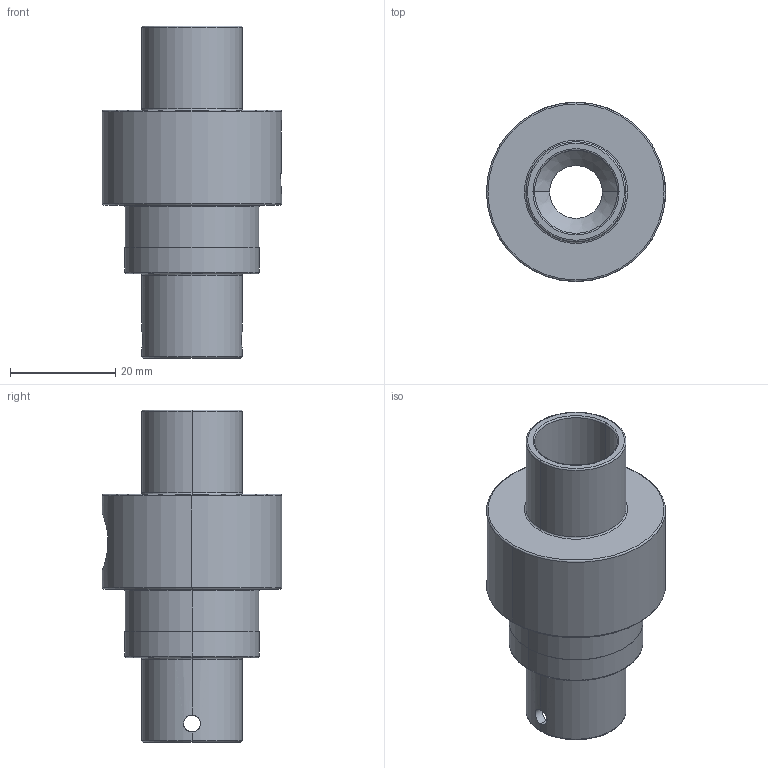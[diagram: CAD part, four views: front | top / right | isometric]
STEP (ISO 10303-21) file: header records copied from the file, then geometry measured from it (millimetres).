
FILE_DESCRIPTION (( 'STEP AP214' ), '1' );
FILE_NAME ('getto trasportatore VORTEC 901BA.STEP', '2013-01-13T19:33:34', ( 'NG' ), ( '' ), 'SwSTEP 2.0', 'SolidWorks 2012', '' );
FILE_SCHEMA (( 'AUTOMOTIVE_DESIGN' ));
Length unit declared in the file: millimetre
Products named in the file (1): getto trasportatore VORTEC  901BA
Bounding box: 34 x 34 x 63 mm (x, y, z)
Volume: 22167.4 mm3; surface area: 9180.4 mm2
Topology: 1 solids, 1 shells, 208 faces, 525 edges, 338 vertices
Faces by surface type: plane 99, bspline 65, cylinder 20, torus 20, cone 4
Entity records: 13000 total; most frequent: CARTESIAN_POINT 6799, ORIENTED_EDGE 1050, DIRECTION 746, EDGE_CURVE 525, VERTEX_POINT 338, VECTOR 306, LINE 306, EDGE_LOOP 233
